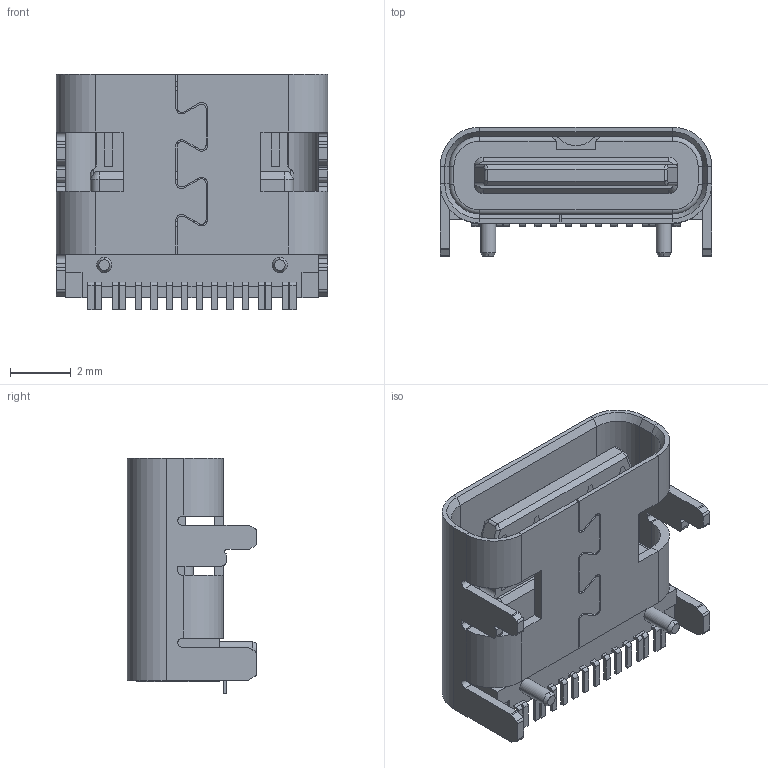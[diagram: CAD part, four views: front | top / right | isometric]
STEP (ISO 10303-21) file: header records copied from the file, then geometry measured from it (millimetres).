
FILE_DESCRIPTION (( 'STEP AP214' ), '1' );
FILE_NAME ('CQ-USB-C16PSMT01.STEP', '2021-07-17T01:20:35', ( '' ), ( '' ), 'SwSTEP 2.0', 'SolidWorks 2017', '' );
FILE_SCHEMA (( 'AUTOMOTIVE_DESIGN' ));
Length unit declared in the file: millimetre
Products named in the file (1): CQ-USB-C16PSMT01
Bounding box: 8.94 x 4.26 x 7.75 mm (x, y, z)
Volume: 116.7 mm3; surface area: 511.8 mm2
Topology: 30 solids, 30 shells, 725 faces, 1851 edges, 1196 vertices
Faces by surface type: plane 535, cylinder 170, cone 12, sphere 4, torus 4
Entity records: 23780 total; most frequent: CARTESIAN_POINT 3947, ORIENTED_EDGE 3694, DIRECTION 3587, EDGE_CURVE 1847, VECTOR 1483, LINE 1483, VERTEX_POINT 1196, AXIS2_PLACEMENT_3D 1052
